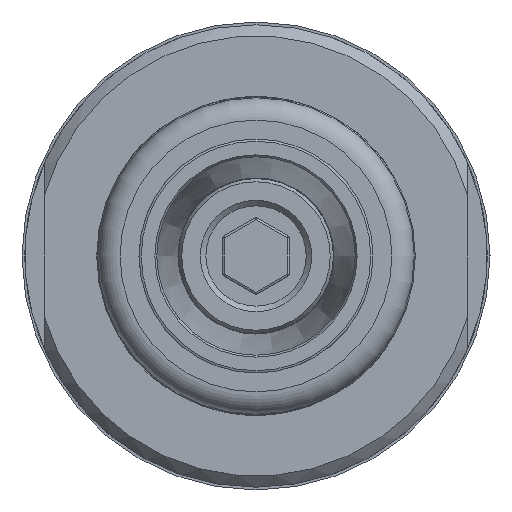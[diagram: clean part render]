
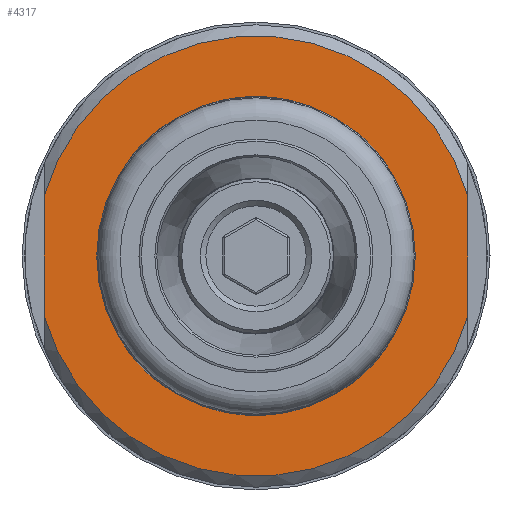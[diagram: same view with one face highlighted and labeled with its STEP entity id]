
A CAD part, left-side view. The second image highlights one B-rep face of the part: STEP entity #4317.
In plain terms, the highlighted planar face has unit normal (-1, 0, 0).
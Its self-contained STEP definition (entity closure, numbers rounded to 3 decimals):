
#182=LINE('',#7072,#534);
#183=LINE('',#7074,#535);
#534=VECTOR('',#5429,10.782);
#535=VECTOR('',#5430,10.782);
#831=PLANE('',#4683);
#985=FACE_BOUND('',#1883,.T.);
#1102=CIRCLE('',#4682,19.75);
#1103=CIRCLE('',#4684,19.75);
#1104=CIRCLE('',#4685,8.);
#1556=FACE_OUTER_BOUND('',#1882,.T.);
#1882=EDGE_LOOP('',(#3480,#3481,#3482,#3483));
#1883=EDGE_LOOP('',(#3484));
#2276=VERTEX_POINT('',#7058);
#2279=VERTEX_POINT('',#7065);
#2280=VERTEX_POINT('',#7071);
#2281=VERTEX_POINT('',#7073);
#2282=VERTEX_POINT('',#7076);
#2727=EDGE_CURVE('',#2279,#2276,#1102,.T.);
#2728=EDGE_CURVE('',#2280,#2276,#182,.T.);
#2729=EDGE_CURVE('',#2279,#2281,#183,.T.);
#2730=EDGE_CURVE('',#2280,#2281,#1103,.T.);
#2731=EDGE_CURVE('',#2282,#2282,#1104,.T.);
#3480=ORIENTED_EDGE('',*,*,#2728,.T.);
#3481=ORIENTED_EDGE('',*,*,#2727,.F.);
#3482=ORIENTED_EDGE('',*,*,#2729,.T.);
#3483=ORIENTED_EDGE('',*,*,#2730,.F.);
#3484=ORIENTED_EDGE('',*,*,#2731,.T.);
#4317=ADVANCED_FACE('',(#1556,#985),#831,.T.);
#4682=AXIS2_PLACEMENT_3D('',#7069,#5425,#5426);
#4683=AXIS2_PLACEMENT_3D('',#7070,#5427,#5428);
#4684=AXIS2_PLACEMENT_3D('',#7075,#5431,#5432);
#4685=AXIS2_PLACEMENT_3D('',#7077,#5433,#5434);
#5425=DIRECTION('center_axis',(1.,0.,0.));
#5426=DIRECTION('ref_axis',(0.,0.,
1.));
#5427=DIRECTION('center_axis',(-1.,0.,0.));
#5428=DIRECTION('ref_axis',(0.,-1.,0.));
#5429=DIRECTION('',(0.,0.,-1.));
#5430=DIRECTION('',(0.,0.,1.));
#5431=DIRECTION('center_axis',(1.,0.,0.));
#5432=DIRECTION('ref_axis',(0.,0.,
1.));
#5433=DIRECTION('center_axis',(1.,0.,0.));
#5434=DIRECTION('ref_axis',(0.,0.,
1.));
#7058=CARTESIAN_POINT('',(-87.5,19.,-5.391));
#7065=CARTESIAN_POINT('',(-87.5,-19.,-5.391));
#7069=CARTESIAN_POINT('Origin',(-87.5,0.,
0.));
#7070=CARTESIAN_POINT('Origin',(-87.5,0.,
13.875));
#7071=CARTESIAN_POINT('',(-87.5,19.,5.391));
#7072=CARTESIAN_POINT('',(-87.5,19.,1.392));
#7073=CARTESIAN_POINT('',(-87.5,-19.,5.391));
#7074=CARTESIAN_POINT('',(-87.5,-19.,12.483));
#7075=CARTESIAN_POINT('Origin',(-87.5,0.,
0.));
#7076=CARTESIAN_POINT('',(-87.5,0.,8.));
#7077=CARTESIAN_POINT('Origin',(-87.5,0.,
0.));
